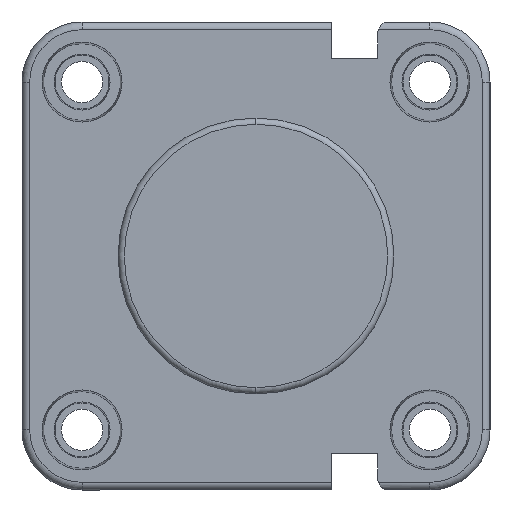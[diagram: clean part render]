
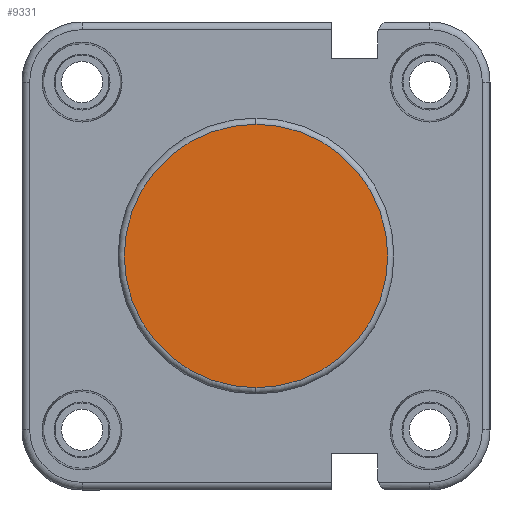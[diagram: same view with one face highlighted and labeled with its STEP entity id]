
A CAD part, left-side view. The second image highlights one B-rep face of the part: STEP entity #9331.
In plain terms, the highlighted planar face has unit normal (-1, 0, 0).
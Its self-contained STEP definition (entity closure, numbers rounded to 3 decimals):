
#443 = ORIENTED_EDGE ( 'NONE', *, *, #5598, .T. ) ;
#2429 = VERTEX_POINT ( 'NONE', #2678 ) ;
#2678 = CARTESIAN_POINT ( 'NONE',  ( 0., 0., 21.4 ) ) ;
#3093 = CARTESIAN_POINT ( 'NONE',  ( 0., 0., 0. ) ) ;
#3326 = DIRECTION ( 'NONE',  ( -1., 0., 0. ) ) ;
#4793 = CARTESIAN_POINT ( 'NONE',  ( 0., 0., 0. ) ) ;
#5228 = DIRECTION ( 'NONE',  ( 0., 0., 1. ) ) ;
#5451 = VERTEX_POINT ( 'NONE', #9106 ) ;
#5484 = AXIS2_PLACEMENT_3D ( 'NONE', #14286, #6653, #5228 ) ;
#5598 = EDGE_CURVE ( 'NONE', #5451, #2429, #18475, .T. ) ;
#6653 = DIRECTION ( 'NONE',  ( -1., 0., 0. ) ) ;
#7858 = AXIS2_PLACEMENT_3D ( 'NONE', #4793, #3326, #9412 ) ;
#9106 = CARTESIAN_POINT ( 'NONE',  ( 0., 0., -21.4 ) ) ;
#9331 = ADVANCED_FACE ( 'NONE', ( #11144 ), #12601, .T. ) ;
#9412 = DIRECTION ( 'NONE',  ( 0., 0., 1. ) ) ;
#11144 = FACE_OUTER_BOUND ( 'NONE', #19524, .T. ) ;
#12440 = DIRECTION ( 'NONE',  ( 0., 0., 1. ) ) ;
#12601 = PLANE ( 'NONE',  #7858 ) ;
#13358 = AXIS2_PLACEMENT_3D ( 'NONE', #3093, #16897, #12440 ) ;
#14086 = ORIENTED_EDGE ( 'NONE', *, *, #15006, .T. ) ;
#14286 = CARTESIAN_POINT ( 'NONE',  ( 0., 0., 0. ) ) ;
#15006 = EDGE_CURVE ( 'NONE', #2429, #5451, #16984, .T. ) ;
#16897 = DIRECTION ( 'NONE',  ( -1., 0., 0. ) ) ;
#16984 = CIRCLE ( 'NONE', #5484, 21.4 ) ;
#18475 = CIRCLE ( 'NONE', #13358, 21.4 ) ;
#19524 = EDGE_LOOP ( 'NONE', ( #14086, #443 ) ) ;
